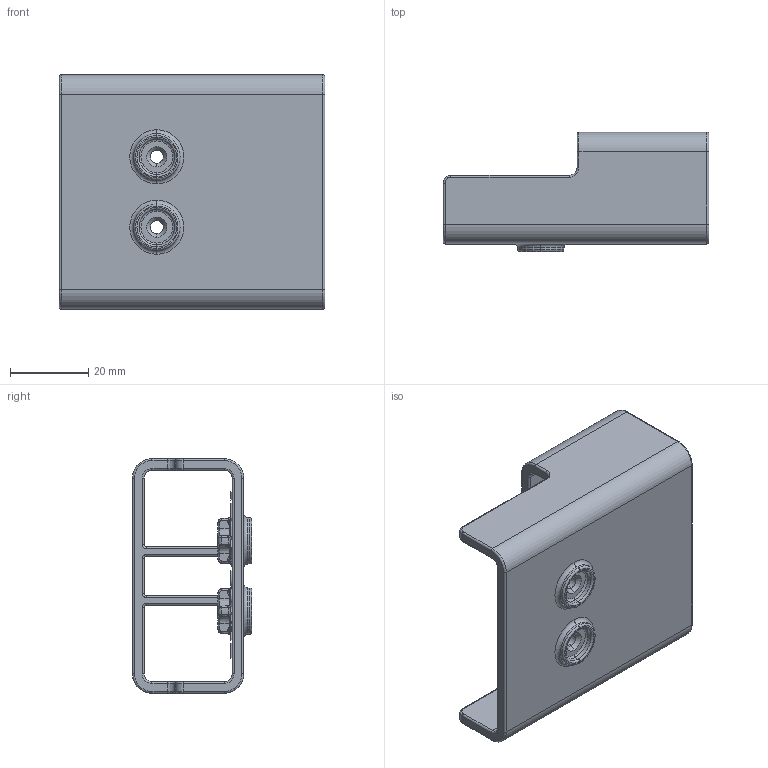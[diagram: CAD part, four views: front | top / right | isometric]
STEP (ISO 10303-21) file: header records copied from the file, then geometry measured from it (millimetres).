
FILE_DESCRIPTION((''),'2;1');
FILE_NAME('DYH_XM','2018-08-07T',('lsh'),(''),'PRO/ENGINEER BY PARAMETRIC TECHNOLOGY CORPORATION, 2010280','PRO/ENGINEER BY PARAMETRIC TECHNOLOGY CORPORATION, 2010280','');
FILE_SCHEMA(('CONFIG_CONTROL_DESIGN','SHAPE_APPEARANCE_LAYERS_GROUPS'));
Length unit declared in the file: millimetre
Products named in the file (1): DYH_XM
Bounding box: 68 x 30.5 x 60 mm (x, y, z)
Volume: 26287.9 mm3; surface area: 18999.5 mm2
Topology: 1 solids, 1 shells, 613 faces, 1496 edges, 900 vertices
Faces by surface type: plane 245, torus 120, cylinder 108, bspline 92, cone 32, sphere 16
Entity records: 21550 total; most frequent: CARTESIAN_POINT 7488, ORIENTED_EDGE 2992, DIRECTION 2880, EDGE_CURVE 1496, AXIS2_PLACEMENT_3D 1050, VERTEX_POINT 900, VECTOR 780, LINE 780
